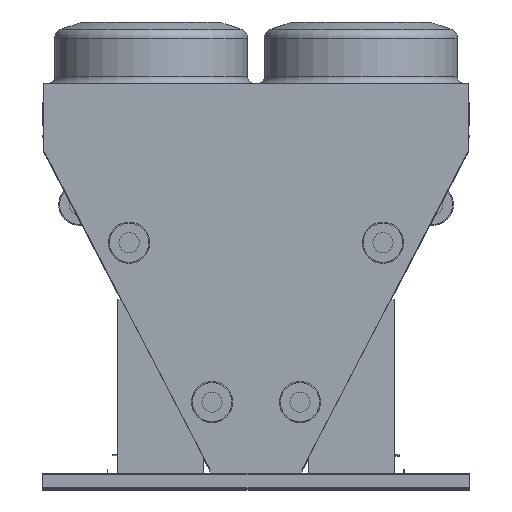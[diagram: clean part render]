
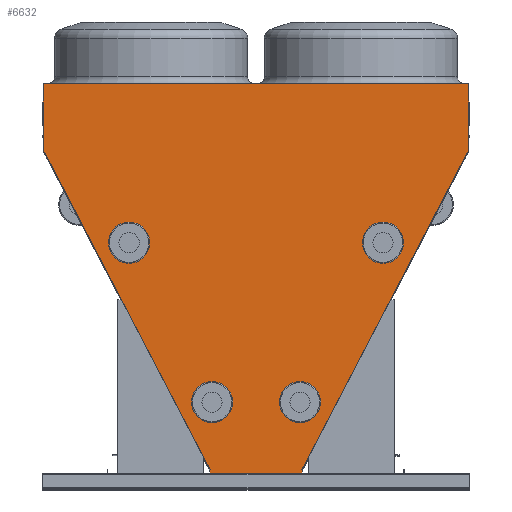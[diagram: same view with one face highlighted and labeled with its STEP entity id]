
A CAD part, top view. The second image highlights one B-rep face of the part: STEP entity #6632.
In plain terms, the highlighted planar face has unit normal (0, 0, 1).
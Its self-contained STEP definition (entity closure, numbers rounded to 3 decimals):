
#195 = LINE ( 'NONE', #4086, #9518 ) ;
#548 = ORIENTED_EDGE ( 'NONE', *, *, #14975, .T. ) ;
#889 = CARTESIAN_POINT ( 'NONE',  ( 1136.15, 2083.62, 0. ) ) ;
#901 = LINE ( 'NONE', #2925, #8175 ) ;
#1043 = ORIENTED_EDGE ( 'NONE', *, *, #14678, .T. ) ;
#1130 = VECTOR ( 'NONE', #10033, 1000. ) ;
#1260 = ORIENTED_EDGE ( 'NONE', *, *, #15101, .T. ) ;
#1307 = DIRECTION ( 'NONE',  ( -1., 0., 0. ) ) ;
#1381 = DIRECTION ( 'NONE',  ( 0., 1., 0. ) ) ;
#1631 = LINE ( 'NONE', #8321, #1130 ) ;
#1862 = CARTESIAN_POINT ( 'NONE',  ( -1127.739, 1711.053, 0. ) ) ;
#1897 = VECTOR ( 'NONE', #16113, 1000. ) ;
#2375 = LINE ( 'NONE', #6887, #19228 ) ;
#2527 = ORIENTED_EDGE ( 'NONE', *, *, #6089, .T. ) ;
#2558 = DIRECTION ( 'NONE',  ( -1., 0., 0. ) ) ;
#2893 = VERTEX_POINT ( 'NONE', #889 ) ;
#2925 = CARTESIAN_POINT ( 'NONE',  ( 279.893, 0., 0. ) ) ;
#3009 = ORIENTED_EDGE ( 'NONE', *, *, #14494, .T. ) ;
#3126 = CARTESIAN_POINT ( 'NONE',  ( -246.893, 17.358, 0. ) ) ;
#4041 = EDGE_CURVE ( 'NONE', #2893, #8944, #15564, .T. ) ;
#4086 = CARTESIAN_POINT ( 'NONE',  ( 1127.607, 1711.053, 0. ) ) ;
#4291 = CARTESIAN_POINT ( 'NONE',  ( 246.893, 17.358, 0. ) ) ;
#4650 = CARTESIAN_POINT ( 'NONE',  ( -279.893, 1.482, 0. ) ) ;
#4749 = CARTESIAN_POINT ( 'NONE',  ( -1136.282, 1727.462, 0. ) ) ;
#5033 = ORIENTED_EDGE ( 'NONE', *, *, #15160, .T. ) ;
#5060 = ORIENTED_EDGE ( 'NONE', *, *, #14829, .T. ) ;
#5176 = VECTOR ( 'NONE', #20714, 1000. ) ;
#5199 = VECTOR ( 'NONE', #6524, 1000. ) ;
#5230 = DIRECTION ( 'NONE',  ( -1., 0., 0. ) ) ;
#5406 = CARTESIAN_POINT ( 'NONE',  ( 1136.15, 1727.462, 0. ) ) ;
#5772 = VERTEX_POINT ( 'NONE', #6826 ) ;
#5818 = DIRECTION ( 'NONE',  ( 0.887, -0.462, 0. ) ) ;
#6089 = EDGE_CURVE ( 'NONE', #14684, #16054, #9759, .T. ) ;
#6524 = DIRECTION ( 'NONE',  ( 0., 1., 0. ) ) ;
#6554 = LINE ( 'NONE', #3126, #15499 ) ;
#6632 = ADVANCED_FACE ( 'NONE', ( #8110 ), #10298, .F. ) ;
#6731 = CARTESIAN_POINT ( 'NONE',  ( -245.403, 20.223, 0. ) ) ;
#6736 = CARTESIAN_POINT ( 'NONE',  ( 246.893, 1.482, 0. ) ) ;
#6795 = VERTEX_POINT ( 'NONE', #11168 ) ;
#6826 = CARTESIAN_POINT ( 'NONE',  ( 246.893, 17.358, 0. ) ) ;
#6839 = VECTOR ( 'NONE', #20514, 1000. ) ;
#6887 = CARTESIAN_POINT ( 'NONE',  ( -1127.739, 1711.053, 0. ) ) ;
#7347 = VECTOR ( 'NONE', #8550, 1000. ) ;
#7423 = CARTESIAN_POINT ( 'NONE',  ( -1136.282, 2083.62, 0. ) ) ;
#7514 = CARTESIAN_POINT ( 'NONE',  ( 279.893, 0., 0. ) ) ;
#7653 = VERTEX_POINT ( 'NONE', #19446 ) ;
#7894 = LINE ( 'NONE', #10254, #7347 ) ;
#8110 = FACE_OUTER_BOUND ( 'NONE', #8150, .T. ) ;
#8150 = EDGE_LOOP ( 'NONE', ( #3009, #20338, #5033, #1260, #15626, #16133, #548, #13903, #2527, #12074, #9138, #5060, #16154, #12346, #1043, #10461, #12094, #12621 ) ) ;
#8175 = VECTOR ( 'NONE', #1381, 1000. ) ;
#8243 = CARTESIAN_POINT ( 'NONE',  ( -246.893, 1.482, 0. ) ) ;
#8321 = CARTESIAN_POINT ( 'NONE',  ( -246.893, 17.358, 0. ) ) ;
#8550 = DIRECTION ( 'NONE',  ( 0.887, 0.462, 0. ) ) ;
#8944 = VERTEX_POINT ( 'NONE', #7423 ) ;
#9002 = VERTEX_POINT ( 'NONE', #11084 ) ;
#9138 = ORIENTED_EDGE ( 'NONE', *, *, #14884, .T. ) ;
#9518 = VECTOR ( 'NONE', #5818, 1000. ) ;
#9656 = CARTESIAN_POINT ( 'NONE',  ( 279.893, 0., 0. ) ) ;
#9759 = LINE ( 'NONE', #9656, #13738 ) ;
#9803 = LINE ( 'NONE', #15012, #5199 ) ;
#9960 = VERTEX_POINT ( 'NONE', #1862 ) ;
#10033 = DIRECTION ( 'NONE',  ( -0.461, -0.887, 0. ) ) ;
#10117 = VECTOR ( 'NONE', #2558, 1000. ) ;
#10180 = DIRECTION ( 'NONE',  ( 0.462, -0.887, 0. ) ) ;
#10254 = CARTESIAN_POINT ( 'NONE',  ( -1127.739, 1711.053, 0. ) ) ;
#10298 = PLANE ( 'NONE',  #16827 ) ;
#10461 = ORIENTED_EDGE ( 'NONE', *, *, #14616, .T. ) ;
#10468 = DIRECTION ( 'NONE',  ( 0., -1., 0. ) ) ;
#11084 = CARTESIAN_POINT ( 'NONE',  ( -246.893, 17.358, 0. ) ) ;
#11168 = CARTESIAN_POINT ( 'NONE',  ( 1126.218, 1711.776, 0. ) ) ;
#11343 = CARTESIAN_POINT ( 'NONE',  ( -279.893, 1.482, 0. ) ) ;
#11482 = VERTEX_POINT ( 'NONE', #4749 ) ;
#11635 = LINE ( 'NONE', #4650, #19493 ) ;
#11653 = LINE ( 'NONE', #19973, #19519 ) ;
#12015 = CARTESIAN_POINT ( 'NONE',  ( 0., 0., 0. ) ) ;
#12074 = ORIENTED_EDGE ( 'NONE', *, *, #14917, .T. ) ;
#12094 = ORIENTED_EDGE ( 'NONE', *, *, #14317, .T. ) ;
#12346 = ORIENTED_EDGE ( 'NONE', *, *, #14760, .T. ) ;
#12423 = VERTEX_POINT ( 'NONE', #12683 ) ;
#12621 = ORIENTED_EDGE ( 'NONE', *, *, #4041, .T. ) ;
#12648 = CARTESIAN_POINT ( 'NONE',  ( 1127.607, 1711.053, 0. ) ) ;
#12683 = CARTESIAN_POINT ( 'NONE',  ( -1126.246, 1711.83, 0. ) ) ;
#12714 = CARTESIAN_POINT ( 'NONE',  ( -1136.282, 2083.62, 0. ) ) ;
#12720 = VECTOR ( 'NONE', #20847, 1000. ) ;
#12807 = CARTESIAN_POINT ( 'NONE',  ( 245.39, 20.232, 0. ) ) ;
#12968 = LINE ( 'NONE', #6731, #20705 ) ;
#13074 = CARTESIAN_POINT ( 'NONE',  ( 279.893, 1.482, 0. ) ) ;
#13738 = VECTOR ( 'NONE', #19200, 1000. ) ;
#13903 = ORIENTED_EDGE ( 'NONE', *, *, #14941, .T. ) ;
#14317 = EDGE_CURVE ( 'NONE', #15288, #2893, #9803, .T. ) ;
#14322 = CARTESIAN_POINT ( 'NONE',  ( -279.893, 0., 0. ) ) ;
#14439 = CARTESIAN_POINT ( 'NONE',  ( -245.403, 20.223, 0. ) ) ;
#14494 = EDGE_CURVE ( 'NONE', #8944, #11482, #11653, .T. ) ;
#14533 = LINE ( 'NONE', #18759, #17666 ) ;
#14616 = EDGE_CURVE ( 'NONE', #16724, #15288, #14533, .T. ) ;
#14678 = EDGE_CURVE ( 'NONE', #6795, #16724, #195, .T. ) ;
#14684 = VERTEX_POINT ( 'NONE', #14322 ) ;
#14760 = EDGE_CURVE ( 'NONE', #7653, #6795, #15748, .T. ) ;
#14795 = EDGE_CURVE ( 'NONE', #5772, #7653, #15271, .T. ) ;
#14829 = EDGE_CURVE ( 'NONE', #17633, #5772, #18354, .T. ) ;
#14884 = EDGE_CURVE ( 'NONE', #19429, #17633, #17886, .T. ) ;
#14917 = EDGE_CURVE ( 'NONE', #16054, #19429, #901, .T. ) ;
#14941 = EDGE_CURVE ( 'NONE', #15525, #14684, #16991, .T. ) ;
#14975 = EDGE_CURVE ( 'NONE', #17328, #15525, #11635, .T. ) ;
#15003 = EDGE_CURVE ( 'NONE', #9002, #17328, #6554, .T. ) ;
#15012 = CARTESIAN_POINT ( 'NONE',  ( 1136.15, 2083.62, 0. ) ) ;
#15034 = EDGE_CURVE ( 'NONE', #19724, #9002, #1631, .T. ) ;
#15101 = EDGE_CURVE ( 'NONE', #12423, #19724, #12968, .T. ) ;
#15160 = EDGE_CURVE ( 'NONE', #9960, #12423, #7894, .T. ) ;
#15192 = EDGE_CURVE ( 'NONE', #11482, #9960, #2375, .T. ) ;
#15271 = LINE ( 'NONE', #4291, #1897 ) ;
#15288 = VERTEX_POINT ( 'NONE', #5406 ) ;
#15383 = DIRECTION ( 'NONE',  ( 0., 0., -1. ) ) ;
#15499 = VECTOR ( 'NONE', #19484, 1000. ) ;
#15525 = VERTEX_POINT ( 'NONE', #11343 ) ;
#15564 = LINE ( 'NONE', #12714, #10117 ) ;
#15626 = ORIENTED_EDGE ( 'NONE', *, *, #15034, .T. ) ;
#15748 = LINE ( 'NONE', #12807, #6839 ) ;
#16054 = VERTEX_POINT ( 'NONE', #7514 ) ;
#16113 = DIRECTION ( 'NONE',  ( -0.463, 0.886, 0. ) ) ;
#16133 = ORIENTED_EDGE ( 'NONE', *, *, #15003, .T. ) ;
#16154 = ORIENTED_EDGE ( 'NONE', *, *, #14795, .T. ) ;
#16389 = CARTESIAN_POINT ( 'NONE',  ( -279.893, 0., 0. ) ) ;
#16724 = VERTEX_POINT ( 'NONE', #12648 ) ;
#16827 = AXIS2_PLACEMENT_3D ( 'NONE', #12015, #15383, #5230 ) ;
#16991 = LINE ( 'NONE', #16389, #12720 ) ;
#17328 = VERTEX_POINT ( 'NONE', #8243 ) ;
#17429 = CARTESIAN_POINT ( 'NONE',  ( 279.893, 1.482, 0. ) ) ;
#17433 = VECTOR ( 'NONE', #1307, 1000. ) ;
#17633 = VERTEX_POINT ( 'NONE', #6736 ) ;
#17666 = VECTOR ( 'NONE', #20298, 1000. ) ;
#17886 = LINE ( 'NONE', #13074, #17433 ) ;
#18354 = LINE ( 'NONE', #19142, #5176 ) ;
#18759 = CARTESIAN_POINT ( 'NONE',  ( 1127.607, 1711.053, 0. ) ) ;
#19142 = CARTESIAN_POINT ( 'NONE',  ( 246.893, 17.358, 0. ) ) ;
#19200 = DIRECTION ( 'NONE',  ( 1., 0., 0. ) ) ;
#19228 = VECTOR ( 'NONE', #19825, 1000. ) ;
#19429 = VERTEX_POINT ( 'NONE', #17429 ) ;
#19446 = CARTESIAN_POINT ( 'NONE',  ( 245.39, 20.232, 0. ) ) ;
#19484 = DIRECTION ( 'NONE',  ( 0., -1., 0. ) ) ;
#19493 = VECTOR ( 'NONE', #20986, 1000. ) ;
#19519 = VECTOR ( 'NONE', #10468, 1000. ) ;
#19724 = VERTEX_POINT ( 'NONE', #14439 ) ;
#19825 = DIRECTION ( 'NONE',  ( 0.462, -0.887, 0. ) ) ;
#19973 = CARTESIAN_POINT ( 'NONE',  ( -1136.282, 1727.462, 0. ) ) ;
#20298 = DIRECTION ( 'NONE',  ( 0.462, 0.887, 0. ) ) ;
#20338 = ORIENTED_EDGE ( 'NONE', *, *, #15192, .T. ) ;
#20514 = DIRECTION ( 'NONE',  ( 0.462, 0.887, 0. ) ) ;
#20705 = VECTOR ( 'NONE', #10180, 1000. ) ;
#20714 = DIRECTION ( 'NONE',  ( 0., 1., 0. ) ) ;
#20847 = DIRECTION ( 'NONE',  ( 0., -1., 0. ) ) ;
#20986 = DIRECTION ( 'NONE',  ( -1., 0., 0. ) ) ;
